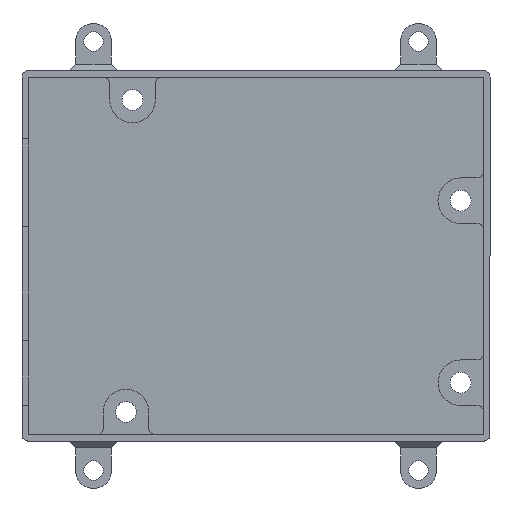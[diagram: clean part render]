
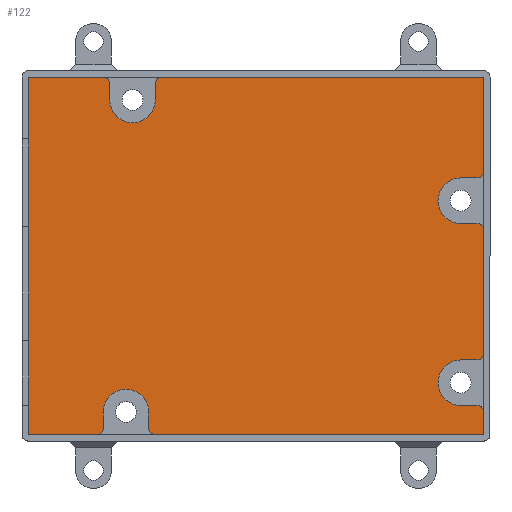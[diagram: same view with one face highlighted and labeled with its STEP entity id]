
A CAD part, top view. The second image highlights one B-rep face of the part: STEP entity #122.
In plain terms, the highlighted planar face has unit normal (0, 0, 1).
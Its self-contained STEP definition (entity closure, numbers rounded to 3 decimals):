
#122=ADVANCED_FACE('',(#694),#696,.T.);
#694=FACE_BOUND('',#695,.T.);
#695=EDGE_LOOP('',(#1381,#1382,#1383,#1384,#1385,#1386,#1387,#1388,#1389,#1390,#1391,
#1392,#1393,#1394,#1395,#1396,#1397,#1398,#1399,#1400,#1401,#1402,#1403,#1404,#1405,
#1406,#1407,#1408));
#696=PLANE('',#697);
#697=AXIS2_PLACEMENT_3D('',#698,#699,#700);
#698=CARTESIAN_POINT('',(0.,0.,2.));
#699=DIRECTION('',(0.,0.,1.));
#700=DIRECTION('',(1.,0.,0.));
#1381=ORIENTED_EDGE('',*,*,#1813,.F.);
#1382=ORIENTED_EDGE('',*,*,#1803,.F.);
#1383=ORIENTED_EDGE('',*,*,#1791,.F.);
#1384=ORIENTED_EDGE('',*,*,#1814,.F.);
#1385=ORIENTED_EDGE('',*,*,#1815,.F.);
#1386=ORIENTED_EDGE('',*,*,#1816,.F.);
#1387=ORIENTED_EDGE('',*,*,#1817,.F.);
#1388=ORIENTED_EDGE('',*,*,#1818,.F.);
#1389=ORIENTED_EDGE('',*,*,#1793,.F.);
#1390=ORIENTED_EDGE('',*,*,#1786,.F.);
#1391=ORIENTED_EDGE('',*,*,#1807,.F.);
#1392=ORIENTED_EDGE('',*,*,#1819,.F.);
#1393=ORIENTED_EDGE('',*,*,#1820,.F.);
#1394=ORIENTED_EDGE('',*,*,#1821,.F.);
#1395=ORIENTED_EDGE('',*,*,#1822,.F.);
#1396=ORIENTED_EDGE('',*,*,#1823,.F.);
#1397=ORIENTED_EDGE('',*,*,#1808,.F.);
#1398=ORIENTED_EDGE('',*,*,#1801,.F.);
#1399=ORIENTED_EDGE('',*,*,#1824,.F.);
#1400=ORIENTED_EDGE('',*,*,#1825,.F.);
#1401=ORIENTED_EDGE('',*,*,#1826,.F.);
#1402=ORIENTED_EDGE('',*,*,#1827,.F.);
#1403=ORIENTED_EDGE('',*,*,#1828,.F.);
#1404=ORIENTED_EDGE('',*,*,#1797,.F.);
#1405=ORIENTED_EDGE('',*,*,#1829,.F.);
#1406=ORIENTED_EDGE('',*,*,#1830,.F.);
#1407=ORIENTED_EDGE('',*,*,#1831,.F.);
#1408=ORIENTED_EDGE('',*,*,#1832,.F.);
#1786=EDGE_CURVE('',#2225,#2227,#2228,.T.);
#1791=EDGE_CURVE('',#2235,#2237,#2238,.T.);
#1793=EDGE_CURVE('',#2227,#2231,#2240,.T.);
#1797=EDGE_CURVE('',#2246,#2248,#2249,.T.);
#1801=EDGE_CURVE('',#2254,#2256,#2257,.T.);
#1803=EDGE_CURVE('',#2237,#2242,#2259,.T.);
#1807=EDGE_CURVE('',#2265,#2225,#2267,.T.);
#1808=EDGE_CURVE('',#2256,#2261,#2268,.T.);
#1813=EDGE_CURVE('',#2242,#2277,#2278,.F.);
#1814=EDGE_CURVE('',#2279,#2235,#2280,.F.);
#1815=EDGE_CURVE('',#2281,#2279,#2282,.T.);
#1816=EDGE_CURVE('',#2283,#2281,#2284,.T.);
#1817=EDGE_CURVE('',#2285,#2283,#2286,.T.);
#1818=EDGE_CURVE('',#2231,#2285,#2287,.F.);
#1819=EDGE_CURVE('',#2288,#2265,#2289,.F.);
#1820=EDGE_CURVE('',#2290,#2288,#2291,.T.);
#1821=EDGE_CURVE('',#2292,#2290,#2293,.T.);
#1822=EDGE_CURVE('',#2294,#2292,#2295,.T.);
#1823=EDGE_CURVE('',#2261,#2294,#2296,.F.);
#1824=EDGE_CURVE('',#2297,#2254,#2298,.F.);
#1825=EDGE_CURVE('',#2299,#2297,#2300,.T.);
#1826=EDGE_CURVE('',#2301,#2299,#2302,.T.);
#1827=EDGE_CURVE('',#2303,#2301,#2304,.T.);
#1828=EDGE_CURVE('',#2248,#2303,#2305,.F.);
#1829=EDGE_CURVE('',#2306,#2246,#2307,.F.);
#1830=EDGE_CURVE('',#2308,#2306,#2309,.T.);
#1831=EDGE_CURVE('',#2310,#2308,#2311,.T.);
#1832=EDGE_CURVE('',#2277,#2310,#2312,.T.);
#2225=VERTEX_POINT('',#3157);
#2227=VERTEX_POINT('',#3161);
#2228=LINE('',#3162,#3163);
#2231=VERTEX_POINT('',#3169);
#2235=VERTEX_POINT('',#3177);
#2237=VERTEX_POINT('',#3181);
#2238=LINE('',#3182,#3183);
#2240=LINE('',#3188,#3189);
#2242=VERTEX_POINT('',#3192);
#2246=VERTEX_POINT('',#3200);
#2248=VERTEX_POINT('',#3204);
#2249=LINE('',#3205,#3206);
#2254=VERTEX_POINT('',#3216);
#2256=VERTEX_POINT('',#3220);
#2257=LINE('',#3221,#3222);
#2259=LINE('',#3227,#3228);
#2261=VERTEX_POINT('',#3231);
#2265=VERTEX_POINT('',#3239);
#2267=LINE('',#3243,#3244);
#2268=LINE('',#3246,#3247);
#2277=VERTEX_POINT('',#3269);
#2278=CIRCLE('',#3270,1.);
#2279=VERTEX_POINT('',#3274);
#2280=CIRCLE('',#3275,1.);
#2281=VERTEX_POINT('',#3279);
#2282=LINE('',#3280,#3281);
#2283=VERTEX_POINT('',#3283);
#2284=CIRCLE('',#3284,3.5);
#2285=VERTEX_POINT('',#3288);
#2286=LINE('',#3289,#3290);
#2287=CIRCLE('',#3292,1.);
#2288=VERTEX_POINT('',#3296);
#2289=CIRCLE('',#3297,1.);
#2290=VERTEX_POINT('',#3301);
#2291=LINE('',#3302,#3303);
#2292=VERTEX_POINT('',#3305);
#2293=CIRCLE('',#3306,3.5);
#2294=VERTEX_POINT('',#3310);
#2295=LINE('',#3311,#3312);
#2296=CIRCLE('',#3314,1.);
#2297=VERTEX_POINT('',#3318);
#2298=CIRCLE('',#3319,1.);
#2299=VERTEX_POINT('',#3323);
#2300=LINE('',#3324,#3325);
#2301=VERTEX_POINT('',#3327);
#2302=CIRCLE('',#3328,3.5);
#2303=VERTEX_POINT('',#3332);
#2304=LINE('',#3333,#3334);
#2305=CIRCLE('',#3336,1.);
#2306=VERTEX_POINT('',#3340);
#2307=CIRCLE('',#3341,1.);
#2308=VERTEX_POINT('',#3345);
#2309=LINE('',#3346,#3347);
#2310=VERTEX_POINT('',#3349);
#2311=CIRCLE('',#3350,3.5);
#2312=LINE('',#3354,#3355);
#3157=CARTESIAN_POINT('',(-66.5,-54.,2.));
#3161=CARTESIAN_POINT('',(-66.5,1.,2.));
#3162=CARTESIAN_POINT('',(-66.5,-54.,2.));
#3163=VECTOR('',#3164,1.);
#3164=DIRECTION('',(0.,1.,0.));
#3169=CARTESIAN_POINT('',(-55.,1.,2.));
#3177=CARTESIAN_POINT('',(-46.,1.,2.));
#3181=CARTESIAN_POINT('',(3.5,1.,2.));
#3182=CARTESIAN_POINT('',(-46.,1.,2.));
#3183=VECTOR('',#3184,1.);
#3184=DIRECTION('',(1.,0.,0.));
#3188=CARTESIAN_POINT('',(-66.5,1.,2.));
#3189=VECTOR('',#3190,1.);
#3190=DIRECTION('',(1.,0.,0.));
#3192=CARTESIAN_POINT('',(3.5,-13.5,2.));
#3200=CARTESIAN_POINT('',(3.5,-22.5,2.));
#3204=CARTESIAN_POINT('',(3.5,-41.5,2.));
#3205=CARTESIAN_POINT('',(3.5,-22.5,2.));
#3206=VECTOR('',#3207,1.);
#3207=DIRECTION('',(0.,-1.,0.));
#3216=CARTESIAN_POINT('',(3.5,-50.5,2.));
#3220=CARTESIAN_POINT('',(3.5,-54.,2.));
#3221=CARTESIAN_POINT('',(3.5,-50.5,2.));
#3222=VECTOR('',#3223,1.);
#3223=DIRECTION('',(0.,-1.,0.));
#3227=CARTESIAN_POINT('',(3.5,1.,2.));
#3228=VECTOR('',#3229,1.);
#3229=DIRECTION('',(0.,-1.,0.));
#3231=CARTESIAN_POINT('',(-47.,-54.,2.));
#3239=CARTESIAN_POINT('',(-56.,-54.,2.));
#3243=CARTESIAN_POINT('',(-56.,-54.,2.));
#3244=VECTOR('',#3245,1.);
#3245=DIRECTION('',(-1.,0.,0.));
#3246=CARTESIAN_POINT('',(3.5,-54.,2.));
#3247=VECTOR('',#3248,1.);
#3248=DIRECTION('',(-1.,0.,0.));
#3269=CARTESIAN_POINT('',(2.5,-14.5,2.));
#3270=AXIS2_PLACEMENT_3D('',#3271,#3272,#3273);
#3271=CARTESIAN_POINT('',(2.5,-13.5,2.));
#3272=DIRECTION('',(0.,0.,1.));
#3273=DIRECTION('',(0.,-1.,0.));
#3274=CARTESIAN_POINT('',(-47.,0.,2.));
#3275=AXIS2_PLACEMENT_3D('',#3276,#3277,#3278);
#3276=CARTESIAN_POINT('',(-46.,0.,2.));
#3277=DIRECTION('',(0.,0.,1.));
#3278=DIRECTION('',(0.,1.,0.));
#3279=CARTESIAN_POINT('',(-47.,-2.5,2.));
#3280=CARTESIAN_POINT('',(-47.,-2.5,2.));
#3281=VECTOR('',#3282,1.);
#3282=DIRECTION('',(0.,1.,0.));
#3283=CARTESIAN_POINT('',(-54.,-2.5,2.));
#3284=AXIS2_PLACEMENT_3D('',#3285,#3286,#3287);
#3285=CARTESIAN_POINT('',(-50.5,-2.5,2.));
#3286=DIRECTION('',(0.,0.,1.));
#3287=DIRECTION('',(-1.,0.,0.));
#3288=CARTESIAN_POINT('',(-54.,0.,2.));
#3289=CARTESIAN_POINT('',(-54.,0.,2.));
#3290=VECTOR('',#3291,1.);
#3291=DIRECTION('',(0.,-1.,0.));
#3292=AXIS2_PLACEMENT_3D('',#3293,#3294,#3295);
#3293=CARTESIAN_POINT('',(-55.,0.,2.));
#3294=DIRECTION('',(0.,0.,1.));
#3295=DIRECTION('',(1.,0.,0.));
#3296=CARTESIAN_POINT('',(-55.,-53.,2.));
#3297=AXIS2_PLACEMENT_3D('',#3298,#3299,#3300);
#3298=CARTESIAN_POINT('',(-56.,-53.,2.));
#3299=DIRECTION('',(0.,0.,1.));
#3300=DIRECTION('',(0.,-1.,0.));
#3301=CARTESIAN_POINT('',(-55.,-50.5,2.));
#3302=CARTESIAN_POINT('',(-55.,-50.5,2.));
#3303=VECTOR('',#3304,1.);
#3304=DIRECTION('',(0.,-1.,0.));
#3305=CARTESIAN_POINT('',(-48.,-50.5,2.));
#3306=AXIS2_PLACEMENT_3D('',#3307,#3308,#3309);
#3307=CARTESIAN_POINT('',(-51.5,-50.5,2.));
#3308=DIRECTION('',(0.,0.,1.));
#3309=DIRECTION('',(1.,0.,0.));
#3310=CARTESIAN_POINT('',(-48.,-53.,2.));
#3311=CARTESIAN_POINT('',(-48.,-53.,2.));
#3312=VECTOR('',#3313,1.);
#3313=DIRECTION('',(0.,1.,0.));
#3314=AXIS2_PLACEMENT_3D('',#3315,#3316,#3317);
#3315=CARTESIAN_POINT('',(-47.,-53.,2.));
#3316=DIRECTION('',(0.,0.,1.));
#3317=DIRECTION('',(-1.,0.,0.));
#3318=CARTESIAN_POINT('',(2.5,-49.5,2.));
#3319=AXIS2_PLACEMENT_3D('',#3320,#3321,#3322);
#3320=CARTESIAN_POINT('',(2.5,-50.5,2.));
#3321=DIRECTION('',(0.,0.,1.));
#3322=DIRECTION('',(1.,0.,0.));
#3323=CARTESIAN_POINT('',(0.,-49.5,2.));
#3324=CARTESIAN_POINT('',(0.,-49.5,2.));
#3325=VECTOR('',#3326,1.);
#3326=DIRECTION('',(1.,0.,0.));
#3327=CARTESIAN_POINT('',(0.,-42.5,2.));
#3328=AXIS2_PLACEMENT_3D('',#3329,#3330,#3331);
#3329=CARTESIAN_POINT('',(0.,-46.,2.));
#3330=DIRECTION('',(0.,0.,1.));
#3331=DIRECTION('',(0.,1.,0.));
#3332=CARTESIAN_POINT('',(2.5,-42.5,2.));
#3333=CARTESIAN_POINT('',(2.5,-42.5,2.));
#3334=VECTOR('',#3335,1.);
#3335=DIRECTION('',(-1.,0.,0.));
#3336=AXIS2_PLACEMENT_3D('',#3337,#3338,#3339);
#3337=CARTESIAN_POINT('',(2.5,-41.5,2.));
#3338=DIRECTION('',(0.,0.,1.));
#3339=DIRECTION('',(0.,-1.,0.));
#3340=CARTESIAN_POINT('',(2.5,-21.5,2.));
#3341=AXIS2_PLACEMENT_3D('',#3342,#3343,#3344);
#3342=CARTESIAN_POINT('',(2.5,-22.5,2.));
#3343=DIRECTION('',(0.,0.,1.));
#3344=DIRECTION('',(1.,0.,0.));
#3345=CARTESIAN_POINT('',(0.,-21.5,2.));
#3346=CARTESIAN_POINT('',(0.,-21.5,2.));
#3347=VECTOR('',#3348,1.);
#3348=DIRECTION('',(1.,0.,0.));
#3349=CARTESIAN_POINT('',(0.,-14.5,2.));
#3350=AXIS2_PLACEMENT_3D('',#3351,#3352,#3353);
#3351=CARTESIAN_POINT('',(0.,-18.,2.));
#3352=DIRECTION('',(0.,0.,1.));
#3353=DIRECTION('',(0.,1.,0.));
#3354=CARTESIAN_POINT('',(2.5,-14.5,2.));
#3355=VECTOR('',#3356,1.);
#3356=DIRECTION('',(-1.,0.,0.));
